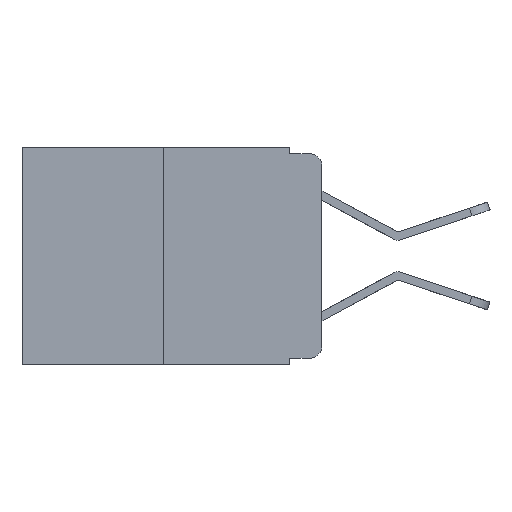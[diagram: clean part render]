
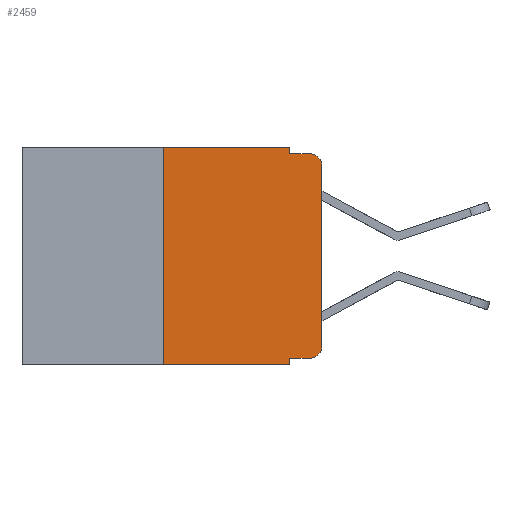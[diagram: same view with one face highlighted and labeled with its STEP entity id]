
A CAD part, left-side view. The second image highlights one B-rep face of the part: STEP entity #2459.
In plain terms, the highlighted planar face has unit normal (-1, 0, 0).
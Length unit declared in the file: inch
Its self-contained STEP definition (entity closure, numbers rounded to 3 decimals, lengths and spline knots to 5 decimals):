
#111 = ORIENTED_EDGE ( 'NONE', *, *, #24703, .F. ) ;
#752 = VECTOR ( 'NONE', #19654, 39.37008 ) ;
#914 = ORIENTED_EDGE ( 'NONE', *, *, #16268, .F. ) ;
#1296 = LINE ( 'NONE', #4837, #13677 ) ;
#1331 = DIRECTION ( 'NONE',  ( 1., 0., 0. ) ) ;
#1455 = VERTEX_POINT ( 'NONE', #9889 ) ;
#1635 = DIRECTION ( 'NONE',  ( -1., 0., 0. ) ) ;
#2459 = ADVANCED_FACE ( 'NONE', ( #12674 ), #20608, .F. ) ;
#2836 = DIRECTION ( 'NONE',  ( 0., 0., 1. ) ) ;
#2919 = LINE ( 'NONE', #24054, #752 ) ;
#2950 = DIRECTION ( 'NONE',  ( 0., -1., 0. ) ) ;
#3003 = CARTESIAN_POINT ( 'NONE',  ( 0., 0.02, -0.333 ) ) ;
#3348 = ORIENTED_EDGE ( 'NONE', *, *, #23041, .T. ) ;
#3412 = VERTEX_POINT ( 'NONE', #16138 ) ;
#3522 = DIRECTION ( 'NONE',  ( 0., -1., 0. ) ) ;
#3542 = VERTEX_POINT ( 'NONE', #14855 ) ;
#3620 = EDGE_CURVE ( 'NONE', #20178, #7916, #18267, .T. ) ;
#4555 = VERTEX_POINT ( 'NONE', #18086 ) ;
#4590 = LINE ( 'NONE', #8369, #4677 ) ;
#4677 = VECTOR ( 'NONE', #2950, 39.37008 ) ;
#4837 = CARTESIAN_POINT ( 'NONE',  ( 0., 0., 0. ) ) ;
#4857 = EDGE_CURVE ( 'NONE', #6915, #4555, #2919, .T. ) ;
#5033 = VECTOR ( 'NONE', #24829, 39.37008 ) ;
#6008 = EDGE_CURVE ( 'NONE', #23006, #21175, #1296, .T. ) ;
#6136 = CIRCLE ( 'NONE', #11378, 0.02 ) ;
#6915 = VERTEX_POINT ( 'NONE', #11605 ) ;
#6919 = DIRECTION ( 'NONE',  ( 0., 0., -1. ) ) ;
#7078 = CARTESIAN_POINT ( 'NONE',  ( 0., 0.25, 0. ) ) ;
#7083 = VECTOR ( 'NONE', #18337, 39.37008 ) ;
#7666 = AXIS2_PLACEMENT_3D ( 'NONE', #18491, #22768, #6919 ) ;
#7916 = VERTEX_POINT ( 'NONE', #21244 ) ;
#8369 = CARTESIAN_POINT ( 'NONE',  ( 0., 0.051, -0.333 ) ) ;
#8461 = VECTOR ( 'NONE', #14593, 39.37008 ) ;
#8912 = VERTEX_POINT ( 'NONE', #3003 ) ;
#9163 = AXIS2_PLACEMENT_3D ( 'NONE', #14804, #1331, #14439 ) ;
#9698 = ORIENTED_EDGE ( 'NONE', *, *, #11024, .F. ) ;
#9707 = EDGE_CURVE ( 'NONE', #6915, #8912, #4590, .T. ) ;
#9889 = CARTESIAN_POINT ( 'NONE',  ( 0., 0.051, 0. ) ) ;
#10073 = EDGE_CURVE ( 'NONE', #20178, #4555, #17738, .T. ) ;
#10483 = LINE ( 'NONE', #18508, #23773 ) ;
#10739 = ORIENTED_EDGE ( 'NONE', *, *, #4857, .F. ) ;
#11024 = EDGE_CURVE ( 'NONE', #1455, #3542, #14427, .T. ) ;
#11378 = AXIS2_PLACEMENT_3D ( 'NONE', #12964, #1635, #20650 ) ;
#11605 = CARTESIAN_POINT ( 'NONE',  ( 0., 0.051, -0.333 ) ) ;
#12541 = CARTESIAN_POINT ( 'NONE',  ( 0., 0.051, 0. ) ) ;
#12674 = FACE_OUTER_BOUND ( 'NONE', #24214, .T. ) ;
#12964 = CARTESIAN_POINT ( 'NONE',  ( 0., 0.02, -0.313 ) ) ;
#13677 = VECTOR ( 'NONE', #2836, 39.37008 ) ;
#14427 = LINE ( 'NONE', #12541, #7083 ) ;
#14439 = DIRECTION ( 'NONE',  ( 0., 0., -1. ) ) ;
#14593 = DIRECTION ( 'NONE',  ( 0., -1., 0. ) ) ;
#14728 = DIRECTION ( 'NONE',  ( 0., 0., 1. ) ) ;
#14804 = CARTESIAN_POINT ( 'NONE',  ( 0., 0.473, 0. ) ) ;
#14855 = CARTESIAN_POINT ( 'NONE',  ( 0., 0.051, -0.01 ) ) ;
#14977 = CARTESIAN_POINT ( 'NONE',  ( 0., 0., -0.313 ) ) ;
#15853 = CARTESIAN_POINT ( 'NONE',  ( 0., 0.473, -0.343 ) ) ;
#16138 = CARTESIAN_POINT ( 'NONE',  ( 0., 0.02, -0.01 ) ) ;
#16268 = EDGE_CURVE ( 'NONE', #3542, #3412, #10483, .T. ) ;
#16864 = CARTESIAN_POINT ( 'NONE',  ( 0., 0.473, 0. ) ) ;
#17738 = LINE ( 'NONE', #15853, #5033 ) ;
#18086 = CARTESIAN_POINT ( 'NONE',  ( 0., 0.051, -0.343 ) ) ;
#18267 = LINE ( 'NONE', #7078, #19763 ) ;
#18337 = DIRECTION ( 'NONE',  ( 0., 0., -1. ) ) ;
#18491 = CARTESIAN_POINT ( 'NONE',  ( 0., 0.02, -0.03 ) ) ;
#18508 = CARTESIAN_POINT ( 'NONE',  ( 0., 0.051, -0.01 ) ) ;
#19654 = DIRECTION ( 'NONE',  ( 0., 0., -1. ) ) ;
#19763 = VECTOR ( 'NONE', #14728, 39.37008 ) ;
#19933 = ORIENTED_EDGE ( 'NONE', *, *, #10073, .T. ) ;
#20178 = VERTEX_POINT ( 'NONE', #24252 ) ;
#20546 = CARTESIAN_POINT ( 'NONE',  ( 0., 0., -0.03 ) ) ;
#20608 = PLANE ( 'NONE',  #9163 ) ;
#20632 = LINE ( 'NONE', #16864, #8461 ) ;
#20650 = DIRECTION ( 'NONE',  ( 0., 0., -1. ) ) ;
#20662 = ORIENTED_EDGE ( 'NONE', *, *, #9707, .T. ) ;
#20908 = CIRCLE ( 'NONE', #7666, 0.02 ) ;
#21175 = VERTEX_POINT ( 'NONE', #20546 ) ;
#21244 = CARTESIAN_POINT ( 'NONE',  ( 0., 0.25, 0. ) ) ;
#22254 = ORIENTED_EDGE ( 'NONE', *, *, #3620, .F. ) ;
#22768 = DIRECTION ( 'NONE',  ( -1., 0., 0. ) ) ;
#23006 = VERTEX_POINT ( 'NONE', #14977 ) ;
#23041 = EDGE_CURVE ( 'NONE', #8912, #23006, #6136, .T. ) ;
#23476 = ORIENTED_EDGE ( 'NONE', *, *, #24687, .T. ) ;
#23773 = VECTOR ( 'NONE', #3522, 39.37008 ) ;
#24054 = CARTESIAN_POINT ( 'NONE',  ( 0., 0.051, 0. ) ) ;
#24214 = EDGE_LOOP ( 'NONE', ( #24734, #23476, #914, #9698, #111, #22254, #19933, #10739, #20662, #3348 ) ) ;
#24252 = CARTESIAN_POINT ( 'NONE',  ( 0., 0.25, -0.343 ) ) ;
#24687 = EDGE_CURVE ( 'NONE', #21175, #3412, #20908, .T. ) ;
#24703 = EDGE_CURVE ( 'NONE', #7916, #1455, #20632, .T. ) ;
#24734 = ORIENTED_EDGE ( 'NONE', *, *, #6008, .T. ) ;
#24829 = DIRECTION ( 'NONE',  ( 0., -1., 0. ) ) ;
